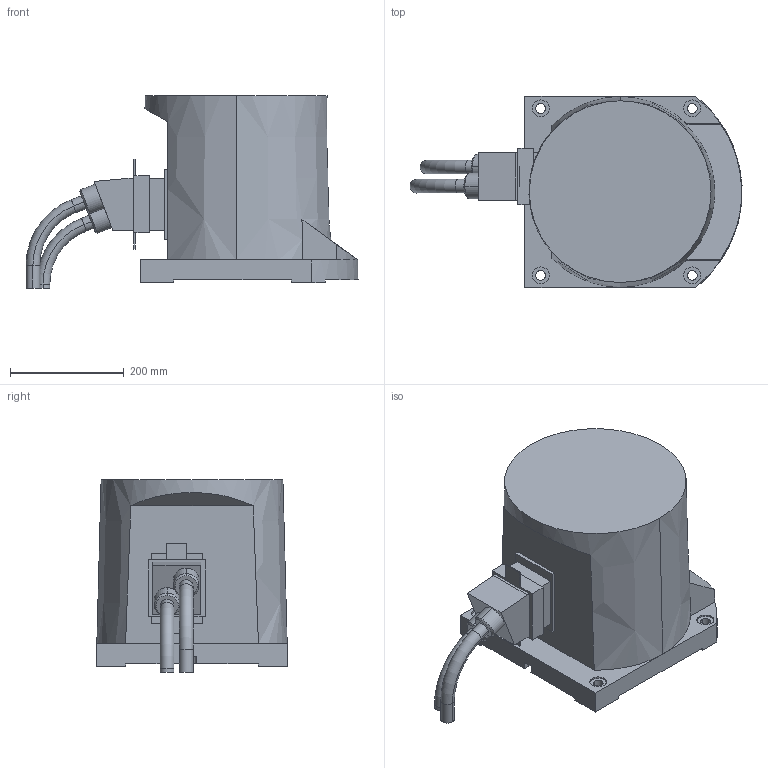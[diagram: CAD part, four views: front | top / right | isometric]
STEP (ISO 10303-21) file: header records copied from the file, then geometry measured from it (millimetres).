
FILE_DESCRIPTION((''), '1');
FILE_NAME('^14660 ', '2003-04-08T13:56:08+00:00', (''), (''), 'CATIA.STEP INTERFACE', 'CATIA SOLUTIONS V4 RELEASE 2.4 FR 4.2.4', '');
FILE_SCHEMA(('AUTOMOTIVE_DESIGN { 1 2 10303 214 0 1 1 1 }'));
Length unit declared in the file: millimetre
Products named in the file (1): *MASTER
Bounding box: 584.55 x 337.24 x 339.2 mm (x, y, z)
Volume: 28414643.4 mm3; surface area: 678845.8 mm2
Topology: 1 solids, 1 shells, 112 faces, 276 edges, 183 vertices
Faces by surface type: plane 68, cylinder 31, cone 6, torus 4, bspline 3
Entity records: 3363 total; most frequent: CARTESIAN_POINT 802, ORIENTED_EDGE 552, DIRECTION 476, EDGE_CURVE 276, VERTEX_POINT 179, VECTOR 164, LINE 164, AXIS2_PLACEMENT_3D 156
